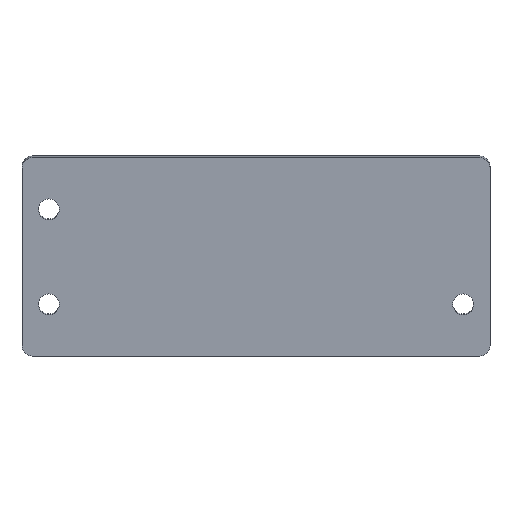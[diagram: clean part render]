
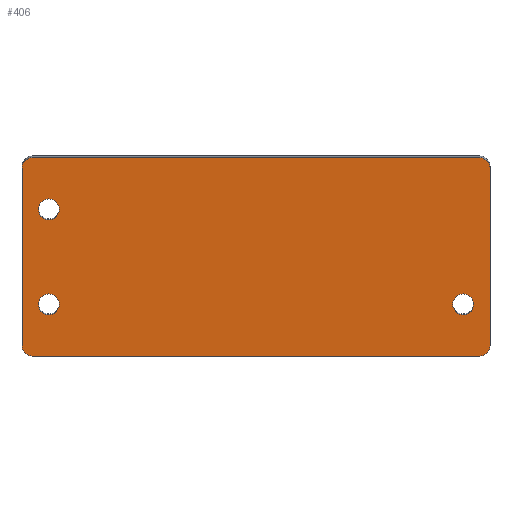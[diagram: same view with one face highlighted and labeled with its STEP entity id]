
A CAD part, top view. The second image highlights one B-rep face of the part: STEP entity #406.
In plain terms, the highlighted planar face has unit normal (0, -0.087, 0.996).
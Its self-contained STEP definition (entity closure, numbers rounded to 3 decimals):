
#18=FACE_BOUND('',#69,.T.);
#19=FACE_BOUND('',#70,.T.);
#20=FACE_BOUND('',#71,.T.);
#26=PLANE('',#456);
#43=FACE_OUTER_BOUND('',#68,.T.);
#68=EDGE_LOOP('',(#318,#319,#320,#321,#322,#323,#324,#325));
#69=EDGE_LOOP('',(#326));
#70=EDGE_LOOP('',(#327));
#71=EDGE_LOOP('',(#328));
#100=LINE('',#666,#135);
#103=LINE('',#672,#138);
#104=LINE('',#676,#139);
#105=LINE('',#680,#140);
#135=VECTOR('',#542,10.);
#138=VECTOR('',#547,10.);
#139=VECTOR('',#550,10.);
#140=VECTOR('',#553,10.);
#155=CIRCLE('',#434,3.);
#157=CIRCLE('',#437,3.);
#159=CIRCLE('',#440,3.);
#166=CIRCLE('',#453,3.);
#168=CIRCLE('',#457,3.);
#169=CIRCLE('',#458,3.);
#170=CIRCLE('',#459,3.);
#177=VERTEX_POINT('',#605);
#179=VERTEX_POINT('',#611);
#181=VERTEX_POINT('',#617);
#195=VERTEX_POINT('',#656);
#196=VERTEX_POINT('',#657);
#199=VERTEX_POINT('',#665);
#201=VERTEX_POINT('',#671);
#202=VERTEX_POINT('',#673);
#203=VERTEX_POINT('',#675);
#204=VERTEX_POINT('',#677);
#205=VERTEX_POINT('',#679);
#216=EDGE_CURVE('',#177,#177,#155,.T.);
#219=EDGE_CURVE('',#179,#179,#157,.T.);
#222=EDGE_CURVE('',#181,#181,#159,.T.);
#240=EDGE_CURVE('',#195,#196,#166,.T.);
#244=EDGE_CURVE('',#196,#199,#100,.T.);
#247=EDGE_CURVE('',#201,#195,#103,.T.);
#248=EDGE_CURVE('',#201,#202,#168,.T.);
#249=EDGE_CURVE('',#203,#202,#104,.T.);
#250=EDGE_CURVE('',#203,#204,#169,.T.);
#251=EDGE_CURVE('',#205,#204,#105,.T.);
#252=EDGE_CURVE('',#199,#205,#170,.T.);
#318=ORIENTED_EDGE('',*,*,#240,.F.);
#319=ORIENTED_EDGE('',*,*,#247,.F.);
#320=ORIENTED_EDGE('',*,*,#248,.T.);
#321=ORIENTED_EDGE('',*,*,#249,.F.);
#322=ORIENTED_EDGE('',*,*,#250,.T.);
#323=ORIENTED_EDGE('',*,*,#251,.F.);
#324=ORIENTED_EDGE('',*,*,#252,.F.);
#325=ORIENTED_EDGE('',*,*,#244,.F.);
#326=ORIENTED_EDGE('',*,*,#216,.T.);
#327=ORIENTED_EDGE('',*,*,#219,.T.);
#328=ORIENTED_EDGE('',*,*,#222,.T.);
#406=ADVANCED_FACE('',(#43,#18,#19,#20),#26,.T.);
#434=AXIS2_PLACEMENT_3D('',#607,#483,#484);
#437=AXIS2_PLACEMENT_3D('',#613,#490,#491);
#440=AXIS2_PLACEMENT_3D('',#619,#497,#498);
#453=AXIS2_PLACEMENT_3D('',#658,#534,#535);
#456=AXIS2_PLACEMENT_3D('',#670,#545,#546);
#457=AXIS2_PLACEMENT_3D('',#674,#548,#549);
#458=AXIS2_PLACEMENT_3D('',#678,#551,#552);
#459=AXIS2_PLACEMENT_3D('',#681,#554,#555);
#483=DIRECTION('center_axis',(0.,0.087,-0.996));
#484=DIRECTION('ref_axis',(0.,-0.996,-0.087));
#490=DIRECTION('center_axis',(0.,0.087,-0.996));
#491=DIRECTION('ref_axis',(0.,-0.996,-0.087));
#497=DIRECTION('center_axis',(0.,0.087,-0.996));
#498=DIRECTION('ref_axis',(0.,-0.996,-0.087));
#534=DIRECTION('center_axis',(0.,0.087,-0.996));
#535=DIRECTION('ref_axis',(0.707,0.704,0.062));
#542=DIRECTION('',(0.,-0.996,-0.087));
#545=DIRECTION('center_axis',(0.,-0.087,
0.996));
#546=DIRECTION('ref_axis',(1.,0.,0.));
#547=DIRECTION('',(1.,0.,0.));
#548=DIRECTION('center_axis',(0.,-0.087,
0.996));
#549=DIRECTION('ref_axis',(0.,0.996,0.087));
#550=DIRECTION('',(0.,0.996,0.087));
#551=DIRECTION('center_axis',(0.,-0.087,
0.996));
#552=DIRECTION('ref_axis',(0.,-0.996,-0.087));
#553=DIRECTION('',(-1.,0.,0.));
#554=DIRECTION('center_axis',(0.,0.087,-0.996));
#555=DIRECTION('ref_axis',(0.707,0.704,0.062));
#605=CARTESIAN_POINT('',(-42.8,13.337,4.178));
#607=CARTESIAN_POINT('Origin',(-45.8,13.337,4.178));
#611=CARTESIAN_POINT('',(-42.8,-13.86,1.799));
#613=CARTESIAN_POINT('Origin',(-45.8,-13.86,1.799));
#617=CARTESIAN_POINT('',(75.8,-13.86,1.799));
#619=CARTESIAN_POINT('Origin',(72.8,-13.86,1.799));
#656=CARTESIAN_POINT('',(77.5,28.13,5.473));
#657=CARTESIAN_POINT('',(80.5,25.142,5.211));
#658=CARTESIAN_POINT('Origin',(77.5,25.142,5.211));
#665=CARTESIAN_POINT('',(80.5,-25.664,0.766));
#666=CARTESIAN_POINT('',(80.5,0.379,3.045));
#670=CARTESIAN_POINT('Origin',(0.014,1.02,3.101));
#671=CARTESIAN_POINT('',(-50.5,28.13,5.473));
#672=CARTESIAN_POINT('',(0.007,28.13,5.473));
#673=CARTESIAN_POINT('',(-53.5,25.142,5.211));
#674=CARTESIAN_POINT('Origin',(-50.5,25.142,5.211));
#675=CARTESIAN_POINT('',(-53.5,-25.664,0.766));
#676=CARTESIAN_POINT('',(-53.5,0.379,3.045));
#677=CARTESIAN_POINT('',(-50.5,-28.653,0.505));
#678=CARTESIAN_POINT('Origin',(-50.5,-25.664,0.766));
#679=CARTESIAN_POINT('',(77.5,-28.653,0.505));
#680=CARTESIAN_POINT('',(0.007,-28.653,0.505));
#681=CARTESIAN_POINT('Origin',(77.5,-25.664,0.766));
